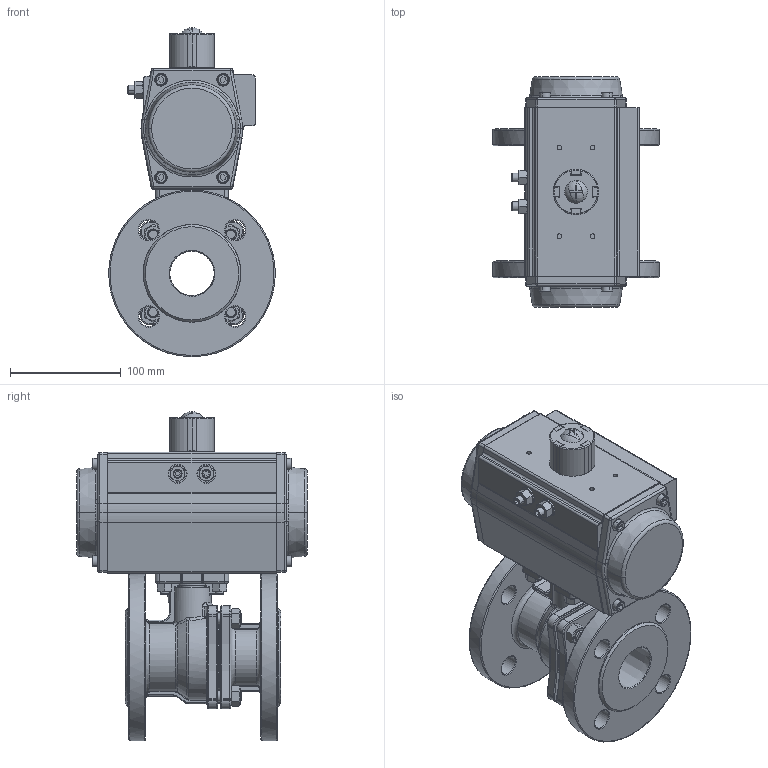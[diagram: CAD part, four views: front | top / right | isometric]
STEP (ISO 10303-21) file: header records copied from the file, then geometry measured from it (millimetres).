
FILE_DESCRIPTION(('HOOPS Exchange Step'),'2;1');
FILE_NAME('PK0501_DN40.stp','2025-04-11T14:01:31+02:00',('nieru'),('Unknown organisation'),'HOOPS Exchange 2024.2','HOOPS Exchange','Unknown authorisation');
FILE_SCHEMA( ('AP203_CONFIGURATION_CONTROLLED_3D_DESIGN_OF_MECHANICAL_PARTS_AND_ASSEMBLIES_MIM_LF') );
Length unit declared in the file: millimetre
Products named in the file (8): 0; root
Assembly tree (7 placements, depth 4):
  root
    0
      0
        0
        0
        0
        0
      0
Bounding box: 149.89 x 208 x 296.65 mm (x, y, z)
Volume: 1922053.8 mm3; surface area: 379779.1 mm2
Topology: 47 solids, 47 shells, 1667 faces, 4027 edges, 2451 vertices
Faces by surface type: plane 542, cylinder 535, torus 261, cone 147, bspline 140, sphere 42
Full cylindrical faces by diameter (mm): 9 x4, 18 x9, 22 x1, 26 x1, 28 x2, 35 x1, 82.6 x2, 88 x2, 150 x2
Entity records: 96078 total; most frequent: CARTESIAN_POINT 58107, ORIENTED_EDGE 7932, DIRECTION 7649, EDGE_CURVE 3966, AXIS2_PLACEMENT_3D 3036, VERTEX_POINT 2451, EDGE_LOOP 1845, FACE_BOUND 1845
